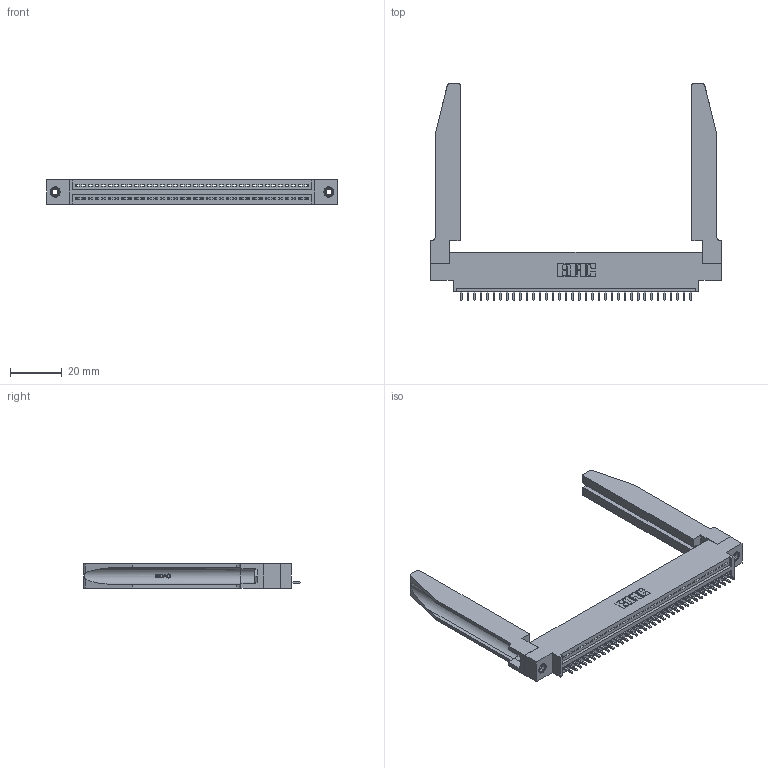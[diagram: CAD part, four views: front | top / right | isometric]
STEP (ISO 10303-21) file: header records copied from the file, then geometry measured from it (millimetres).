
FILE_DESCRIPTION (( 'STEP AP203' ), '1' );
FILE_NAME ('395-036-521-678.STEP', '2019-10-19T20:50:31', ( '' ), ( '' ), 'SwSTEP 2.0', 'SolidWorks 2016', '' );
FILE_SCHEMA (( 'CONFIG_CONTROL_DESIGN' ));
Length unit declared in the file: inch
Products named in the file (5): 345 Part_0.170 Offset - 0.156 Dia-TH; 345-250-001_345-250-001-102; 345-292-001_345-293-121; 345-220-078_345-220-078; 395-036-521-678
Assembly tree (41 placements, depth 2):
  395-036-521-678
    345 Part_0.170 Offset - 0.156 Dia-TH
    345-292-001_345-293-121  x36
    345-250-001_345-250-001-102  x2
    345-220-078_345-220-078  x2
Bounding box: 112.67 x 84 x 9.4 mm (x, y, z)
Volume: 18207.5 mm3; surface area: 20359.8 mm2
Topology: 41 solids, 41 shells, 2452 faces, 7297 edges, 4806 vertices
Faces by surface type: plane 1666, cylinder 734, bspline 36, cone 12, torus 4
Entity records: 32792 total; most frequent: CARTESIAN_POINT 6579, ORIENTED_EDGE 5446, DIRECTION 4761, EDGE_CURVE 2723, VECTOR 2353, LINE 2353, VERTEX_POINT 1808, AXIS2_PLACEMENT_3D 1204
